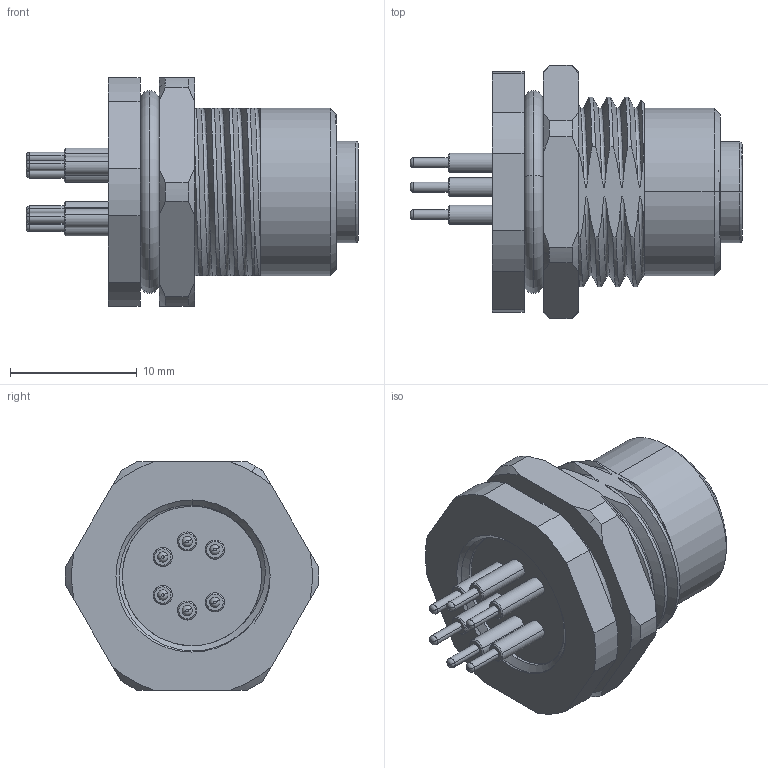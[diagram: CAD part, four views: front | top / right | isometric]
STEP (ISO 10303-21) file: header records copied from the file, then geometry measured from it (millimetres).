
FILE_DESCRIPTION (( 'STEP AP203' ), '1' );
FILE_NAME ('54-00237.STEP', '2023-04-18T15:47:53', ( '' ), ( '' ), 'SwSTEP 2.0', 'SolidWorks 2021', '' );
FILE_SCHEMA (( 'CONFIG_CONTROL_DESIGN' ));
Length unit declared in the file: millimetre
Products named in the file (7): 54-00237-02___; 54-00237-03___; 54-00237-04___; 54-00237-06___; 54-00237; 54-00237-01___; 54-00237-05___
Assembly tree (11 placements, depth 2):
  54-00237
    54-00237-01___
    54-00237-02___
    54-00237-03___  x6
    54-00237-06___
    54-00237-05___
    54-00237-04___
Bounding box: 26.2 x 19.99 x 18 mm (x, y, z)
Volume: 2867.6 mm3; surface area: 5661.3 mm2
Topology: 11 solids, 11 shells, 430 faces, 1076 edges, 681 vertices
Faces by surface type: cylinder 167, plane 113, cone 59, torus 47, bspline 44
Entity records: 22815 total; most frequent: CARTESIAN_POINT 15904, ORIENTED_EDGE 1408, DIRECTION 1128, EDGE_CURVE 704, VERTEX_POINT 456, AXIS2_PLACEMENT_3D 456, EDGE_LOOP 300, ADVANCED_FACE 270
